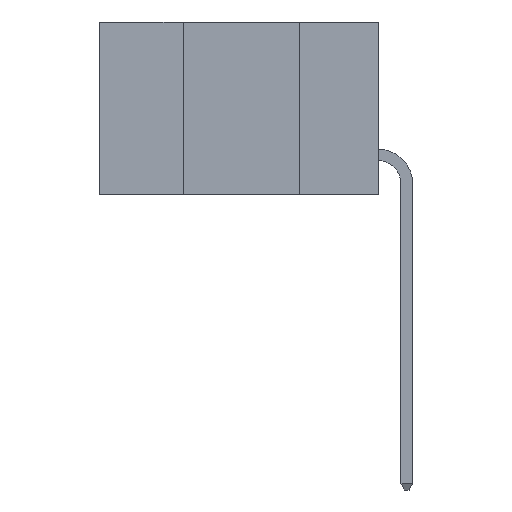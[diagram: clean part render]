
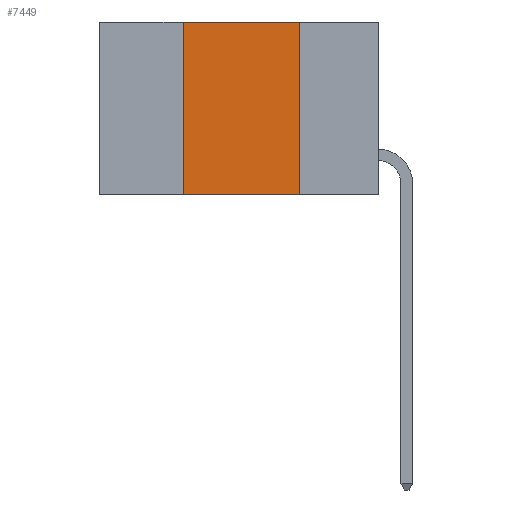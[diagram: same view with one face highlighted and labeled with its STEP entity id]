
A CAD part, left-side view. The second image highlights one B-rep face of the part: STEP entity #7449.
In plain terms, the highlighted planar face has unit normal (-1, 0, 0).
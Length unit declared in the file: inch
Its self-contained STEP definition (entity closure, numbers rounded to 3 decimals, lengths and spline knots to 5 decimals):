
#41 = DIRECTION ( 'NONE',  ( 0., 0., -1. ) ) ;
#450 = DIRECTION ( 'NONE',  ( 0., -1., 0. ) ) ;
#552 = EDGE_CURVE ( 'NONE', #5241, #3778, #2816, .T. ) ;
#617 = ORIENTED_EDGE ( 'NONE', *, *, #4355, .F. ) ;
#731 = ORIENTED_EDGE ( 'NONE', *, *, #3903, .F. ) ;
#1574 = VECTOR ( 'NONE', #41, 39.37008 ) ;
#1645 = CARTESIAN_POINT ( 'NONE',  ( 0., 0.17, -0.37 ) ) ;
#1818 = LINE ( 'NONE', #7996, #6888 ) ;
#1843 = EDGE_LOOP ( 'NONE', ( #8090, #617, #731, #7024 ) ) ;
#2141 = LINE ( 'NONE', #3749, #5563 ) ;
#2624 = CARTESIAN_POINT ( 'NONE',  ( 0., 0.6, -0.37 ) ) ;
#2816 = LINE ( 'NONE', #2624, #4451 ) ;
#3511 = LINE ( 'NONE', #1645, #1574 ) ;
#3643 = DIRECTION ( 'NONE',  ( 0., 0., 1. ) ) ;
#3749 = CARTESIAN_POINT ( 'NONE',  ( 0., 0.42, -0.37 ) ) ;
#3778 = VERTEX_POINT ( 'NONE', #6245 ) ;
#3903 = EDGE_CURVE ( 'NONE', #5241, #7395, #2141, .T. ) ;
#4355 = EDGE_CURVE ( 'NONE', #7395, #5597, #1818, .T. ) ;
#4381 = CARTESIAN_POINT ( 'NONE',  ( 0., 0.17, 0. ) ) ;
#4451 = VECTOR ( 'NONE', #450, 39.37008 ) ;
#4787 = EDGE_CURVE ( 'NONE', #5597, #3778, #3511, .T. ) ;
#5063 = AXIS2_PLACEMENT_3D ( 'NONE', #5661, #5768, #5759 ) ;
#5241 = VERTEX_POINT ( 'NONE', #7651 ) ;
#5563 = VECTOR ( 'NONE', #3643, 39.37008 ) ;
#5597 = VERTEX_POINT ( 'NONE', #4381 ) ;
#5661 = CARTESIAN_POINT ( 'NONE',  ( 0., 0.6, 0. ) ) ;
#5759 = DIRECTION ( 'NONE',  ( 0., 0., -1. ) ) ;
#5768 = DIRECTION ( 'NONE',  ( 1., 0., 0. ) ) ;
#6245 = CARTESIAN_POINT ( 'NONE',  ( 0., 0.17, -0.37 ) ) ;
#6888 = VECTOR ( 'NONE', #7294, 39.37008 ) ;
#6935 = FACE_OUTER_BOUND ( 'NONE', #1843, .T. ) ;
#7024 = ORIENTED_EDGE ( 'NONE', *, *, #552, .T. ) ;
#7294 = DIRECTION ( 'NONE',  ( 0., -1., 0. ) ) ;
#7395 = VERTEX_POINT ( 'NONE', #7731 ) ;
#7449 = ADVANCED_FACE ( 'NONE', ( #6935 ), #8307, .F. ) ;
#7651 = CARTESIAN_POINT ( 'NONE',  ( 0., 0.42, -0.37 ) ) ;
#7731 = CARTESIAN_POINT ( 'NONE',  ( 0., 0.42, 0. ) ) ;
#7996 = CARTESIAN_POINT ( 'NONE',  ( 0., 0.6, 0. ) ) ;
#8090 = ORIENTED_EDGE ( 'NONE', *, *, #4787, .F. ) ;
#8307 = PLANE ( 'NONE',  #5063 ) ;
